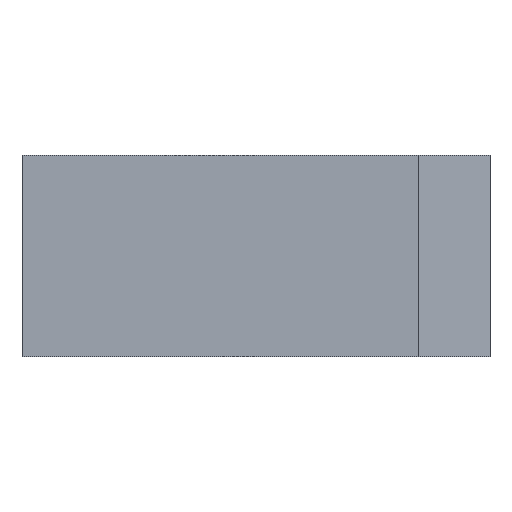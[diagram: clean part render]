
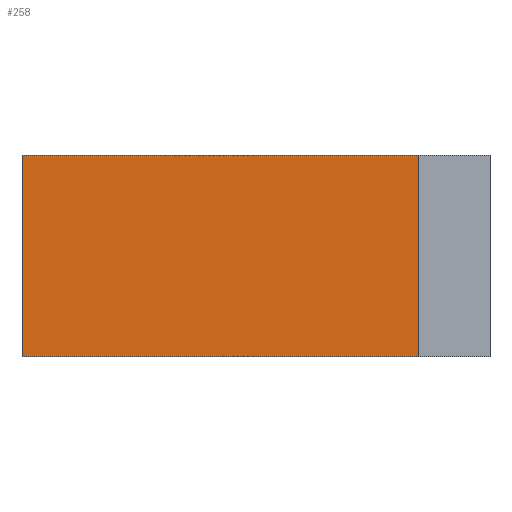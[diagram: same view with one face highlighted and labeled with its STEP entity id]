
A CAD part, front view. The second image highlights one B-rep face of the part: STEP entity #258.
In plain terms, the highlighted planar face has unit normal (0, -1, 0).
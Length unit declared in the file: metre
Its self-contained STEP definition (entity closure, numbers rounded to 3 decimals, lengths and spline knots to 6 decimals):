
#34=ORIENTED_EDGE('',*,*,#100,.F.);
#35=ORIENTED_EDGE('',*,*,#101,.F.);
#36=ORIENTED_EDGE('',*,*,#102,.T.);
#37=ORIENTED_EDGE('',*,*,#90,.T.);
#90=EDGE_CURVE('',#125,#124,#148,.T.);
#100=EDGE_CURVE('',#132,#124,#158,.T.);
#101=EDGE_CURVE('',#133,#132,#159,.T.);
#102=EDGE_CURVE('',#133,#125,#160,.T.);
#124=VERTEX_POINT('',#379);
#125=VERTEX_POINT('',#381);
#132=VERTEX_POINT('',#400);
#133=VERTEX_POINT('',#402);
#148=LINE('',#380,#178);
#158=LINE('',#399,#188);
#159=LINE('',#401,#189);
#160=LINE('',#403,#190);
#178=VECTOR('',#309,1.);
#188=VECTOR('',#323,1.);
#189=VECTOR('',#324,1.);
#190=VECTOR('',#325,1.);
#206=EDGE_LOOP('',(#34,#35,#36,#37));
#226=FACE_BOUND('',#206,.T.);
#246=PLANE('',#285);
#258=ADVANCED_FACE('',(#226),#246,.T.);
#285=AXIS2_PLACEMENT_3D('',#398,#321,#322);
#309=DIRECTION('',(0.,0.,-1.));
#321=DIRECTION('',(0.,-1.,0.));
#322=DIRECTION('',(1.,0.,0.));
#323=DIRECTION('',(-1.,0.,0.));
#324=DIRECTION('',(0.,0.,-1.));
#325=DIRECTION('',(-1.,0.,0.));
#379=CARTESIAN_POINT('',(0.0575,-0.09,0.0395));
#380=CARTESIAN_POINT('',(0.0575,-0.09,0.0535));
#381=CARTESIAN_POINT('',(0.0575,-0.09,0.0535));
#398=CARTESIAN_POINT('',(0.,-0.09,0.0535));
#399=CARTESIAN_POINT('',(0.,-0.09,0.0395));
#400=CARTESIAN_POINT('',(0.085,-0.09,0.0395));
#401=CARTESIAN_POINT('',(0.085,-0.09,0.0535));
#402=CARTESIAN_POINT('',(0.085,-0.09,0.0535));
#403=CARTESIAN_POINT('',(0.,-0.09,0.0535));
